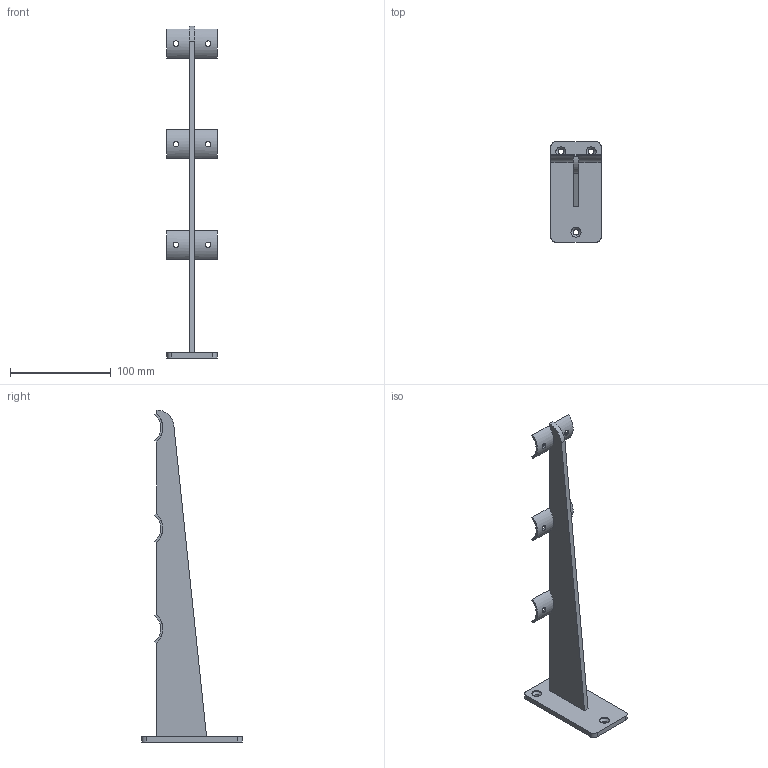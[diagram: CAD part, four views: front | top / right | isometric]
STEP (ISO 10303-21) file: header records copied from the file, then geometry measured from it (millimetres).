
FILE_DESCRIPTION (( 'STEP AP203' ), '1' );
FILE_NAME ('70210-240.STEP', '2024-01-08T11:56:17', ( '' ), ( '' ), 'SwSTEP 2.0', 'SolidWorks 2018', '' );
FILE_SCHEMA (( 'CONFIG_CONTROL_DESIGN' ));
Length unit declared in the file: millimetre
Products named in the file (1): 70210-240
Bounding box: 50 x 100 x 330 mm (x, y, z)
Volume: 83933.8 mm3; surface area: 44215.7 mm2
Topology: 1 solids, 1 shells, 257 faces, 675 edges, 448 vertices
Faces by surface type: plane 144, bspline 87, cylinder 23, cone 3
Full cylindrical faces by diameter (mm): 5.5 x9, 10 x3
Entity records: 13777 total; most frequent: CARTESIAN_POINT 7957, ORIENTED_EDGE 1320, DIRECTION 856, EDGE_CURVE 660, VERTEX_POINT 448, LINE 434, VECTOR 434, EDGE_LOOP 318
